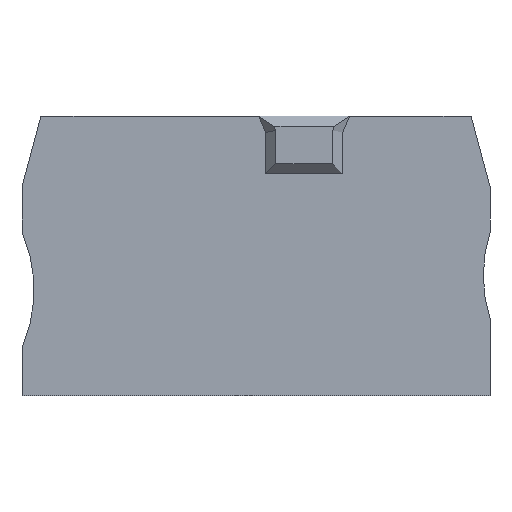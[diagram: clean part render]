
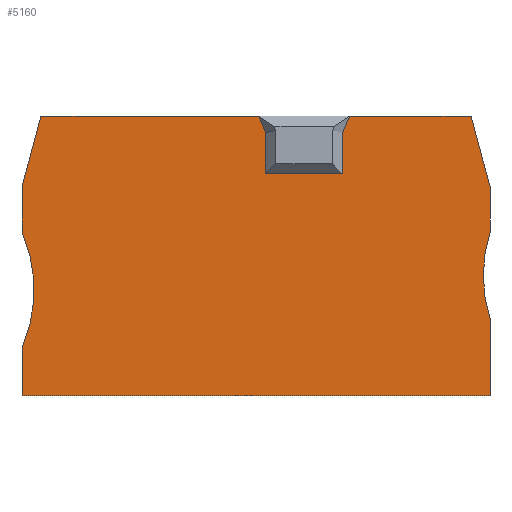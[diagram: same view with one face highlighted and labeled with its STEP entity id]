
A CAD part, left-side view. The second image highlights one B-rep face of the part: STEP entity #5160.
In plain terms, the highlighted face is planar.
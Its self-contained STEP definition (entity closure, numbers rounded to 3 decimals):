
#120=CARTESIAN_POINT('',(26.211,-9.15,
0.));
#130=VERTEX_POINT('',#120);
#160=CARTESIAN_POINT('',(36.666,-33.886,
0.));
#170=DIRECTION('',(0.389,-0.921,0.));
#180=VECTOR('',#170,1.);
#190=LINE('',#160,#180);
#200=CARTESIAN_POINT('',(26.93,-10.85,
0.));
#210=VERTEX_POINT('',#200);
#220=EDGE_CURVE('',#130,#210,#190,.T.);
#530=CARTESIAN_POINT('',(60.23,-33.886,
0.));
#540=DIRECTION('',(0.,-1.,0.));
#550=VECTOR('',#540,1.);
#560=LINE('',#530,#550);
#570=CARTESIAN_POINT('',(60.23,-16.466,
0.));
#580=VERTEX_POINT('',#570);
#590=CARTESIAN_POINT('',(60.23,-21.2,
0.));
#600=VERTEX_POINT('',#590);
#610=EDGE_CURVE('',#580,#600,#560,.T.);
#1040=CARTESIAN_POINT('',(26.93,-15.15,
0.));
#1050=VERTEX_POINT('',#1040);
#1100=CARTESIAN_POINT('',(47.92,-15.15,
0.));
#1110=DIRECTION('',(1.,0.,0.));
#1120=VECTOR('',#1110,1.);
#1130=LINE('',#1100,#1120);
#1140=CARTESIAN_POINT('',(34.93,-15.15,
0.));
#1150=VERTEX_POINT('',#1140);
#1160=EDGE_CURVE('',#1050,#1150,#1130,.T.);
#1480=CARTESIAN_POINT('',(73.977,-27.2,
0.));
#1490=DIRECTION('',(0.,0.,1.));
#1500=DIRECTION('',(1.,0.,0.));
#1510=AXIS2_PLACEMENT_3D('',#1480,#1490,#1500);
#1520=CIRCLE('',#1510,15.);
#1530=CARTESIAN_POINT('',(60.23,-33.2,
0.));
#1540=VERTEX_POINT('',#1530);
#1550=EDGE_CURVE('',#600,#1540,#1520,.T.);
#1960=CARTESIAN_POINT('',(60.23,-33.886,
0.));
#1970=DIRECTION('',(0.,-1.,0.));
#1980=VECTOR('',#1970,1.);
#1990=LINE('',#1960,#1980);
#2000=CARTESIAN_POINT('',(60.23,-38.2,
0.));
#2010=VERTEX_POINT('',#2000);
#2020=EDGE_CURVE('',#1540,#2010,#1990,.T.);
#3280=CARTESIAN_POINT('',(34.93,-10.85,
0.));
#3290=VERTEX_POINT('',#3280);
#3320=CARTESIAN_POINT('',(25.194,-33.886,
0.));
#3330=DIRECTION('',(0.389,0.921,0.));
#3340=VECTOR('',#3330,1.);
#3350=LINE('',#3320,#3340);
#3360=CARTESIAN_POINT('',(35.648,-9.15,
0.));
#3370=VERTEX_POINT('',#3360);
#3380=EDGE_CURVE('',#3290,#3370,#3350,.T.);
#3620=CARTESIAN_POINT('',(11.63,-33.886,
0.));
#3630=DIRECTION('',(0.,1.,0.));
#3640=VECTOR('',#3630,1.);
#3650=LINE('',#3620,#3640);
#3660=CARTESIAN_POINT('',(11.63,-21.2,
0.));
#3670=VERTEX_POINT('',#3660);
#3680=CARTESIAN_POINT('',(11.63,-16.466,
0.));
#3690=VERTEX_POINT('',#3680);
#3700=EDGE_CURVE('',#3670,#3690,#3650,.T.);
#4000=CARTESIAN_POINT('',(6.962,-33.886,
0.));
#4010=DIRECTION('',(0.259,0.966,0.));
#4020=VECTOR('',#4010,1.);
#4030=LINE('',#4000,#4020);
#4040=CARTESIAN_POINT('',(13.59,-9.15,
0.));
#4050=VERTEX_POINT('',#4040);
#4060=EDGE_CURVE('',#3690,#4050,#4030,.T.);
#4320=CARTESIAN_POINT('',(47.92,-38.2,
0.));
#4330=DIRECTION('',(-1.,0.,0.));
#4340=VECTOR('',#4330,1.);
#4350=LINE('',#4320,#4340);
#4360=CARTESIAN_POINT('',(11.63,-38.2,
0.));
#4370=VERTEX_POINT('',#4360);
#4380=EDGE_CURVE('',#2010,#4370,#4350,.T.);
#4570=CARTESIAN_POINT('',(64.443,-41.105,
0.));
#4580=DIRECTION('',(0.,0.,1.));
#4590=DIRECTION('',(-1.,0.,0.));
#4600=AXIS2_PLACEMENT_3D('',#4570,#4580,#4590);
#4610=PLANE('',#4600);
#4620=ORIENTED_EDGE('',*,*,#4060,.T.);
#4630=ORIENTED_EDGE('',*,*,#3700,.T.);
#4640=CARTESIAN_POINT('',(-2.679,-25.7,
0.));
#4650=DIRECTION('',(0.,0.,1.));
#4660=DIRECTION('',(1.,0.,0.));
#4670=AXIS2_PLACEMENT_3D('',#4640,#4650,#4660);
#4680=CIRCLE('',#4670,15.);
#4690=CARTESIAN_POINT('',(11.63,-30.2,
0.));
#4700=VERTEX_POINT('',#4690);
#4710=EDGE_CURVE('',#4700,#3670,#4680,.T.);
#4720=ORIENTED_EDGE('',*,*,#4710,.T.);
#4730=CARTESIAN_POINT('',(11.63,-33.886,
0.));
#4740=DIRECTION('',(0.,1.,0.));
#4750=VECTOR('',#4740,1.);
#4760=LINE('',#4730,#4750);
#4770=EDGE_CURVE('',#4370,#4700,#4760,.T.);
#4780=ORIENTED_EDGE('',*,*,#4770,.T.);
#4790=ORIENTED_EDGE('',*,*,#4380,.T.);
#4800=ORIENTED_EDGE('',*,*,#2020,.T.);
#4810=ORIENTED_EDGE('',*,*,#1550,.T.);
#4820=ORIENTED_EDGE('',*,*,#610,.T.);
#4830=CARTESIAN_POINT('',(64.898,-33.886,
0.));
#4840=DIRECTION('',(0.259,-0.966,0.));
#4850=VECTOR('',#4840,1.);
#4860=LINE('',#4830,#4850);
#4870=CARTESIAN_POINT('',(58.269,-9.15,
0.));
#4880=VERTEX_POINT('',#4870);
#4890=EDGE_CURVE('',#4880,#580,#4860,.T.);
#4900=ORIENTED_EDGE('',*,*,#4890,.T.);
#4910=CARTESIAN_POINT('',(47.92,-9.15,
0.));
#4920=DIRECTION('',(-1.,0.,0.));
#4930=VECTOR('',#4920,1.);
#4940=LINE('',#4910,#4930);
#4950=EDGE_CURVE('',#4880,#3370,#4940,.T.);
#4960=ORIENTED_EDGE('',*,*,#4950,.F.);
#4970=ORIENTED_EDGE('',*,*,#3380,.T.);
#4980=CARTESIAN_POINT('',(34.93,-33.886,
0.));
#4990=DIRECTION('',(0.,1.,0.));
#5000=VECTOR('',#4990,1.);
#5010=LINE('',#4980,#5000);
#5020=EDGE_CURVE('',#1150,#3290,#5010,.T.);
#5030=ORIENTED_EDGE('',*,*,#5020,.T.);
#5040=ORIENTED_EDGE('',*,*,#1160,.T.);
#5050=CARTESIAN_POINT('',(26.93,-33.886,
0.));
#5060=DIRECTION('',(0.,-1.,0.));
#5070=VECTOR('',#5060,1.);
#5080=LINE('',#5050,#5070);
#5090=EDGE_CURVE('',#210,#1050,#5080,.T.);
#5100=ORIENTED_EDGE('',*,*,#5090,.T.);
#5110=ORIENTED_EDGE('',*,*,#220,.T.);
#5120=EDGE_CURVE('',#130,#4050,#4940,.T.);
#5130=ORIENTED_EDGE('',*,*,#5120,.F.);
#5140=EDGE_LOOP('',(#5130,#5110,#5100,#5040,#5030,#4970,#4960,#4900,
#4820,#4810,#4800,#4790,#4780,#4720,#4630,#4620));
#5150=FACE_OUTER_BOUND('',#5140,.T.);
#5160=ADVANCED_FACE('',(#5150),#4610,.F.);
